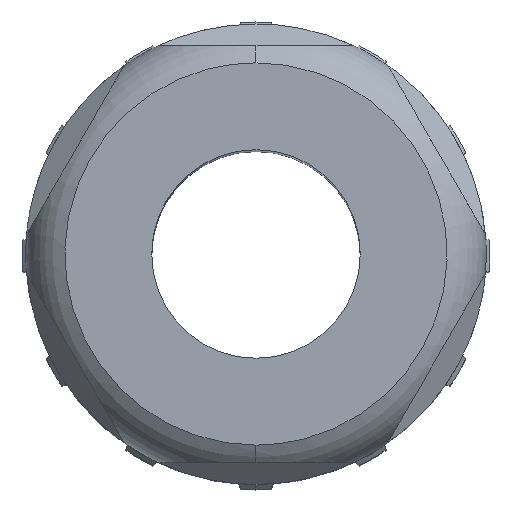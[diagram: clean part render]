
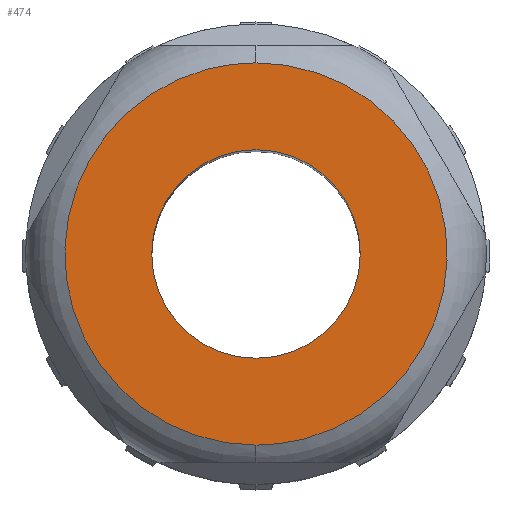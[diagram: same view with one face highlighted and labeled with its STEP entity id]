
A CAD part, top view. The second image highlights one B-rep face of the part: STEP entity #474.
In plain terms, the highlighted planar face has unit normal (0, 0, 1).
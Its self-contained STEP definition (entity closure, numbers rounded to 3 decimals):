
#301=AXIS2_PLACEMENT_3D('Circle Axis2P3D',#299,#300,$) ;
#325=AXIS2_PLACEMENT_3D('Circle Axis2P3D',#323,#324,$) ;
#408=AXIS2_PLACEMENT_3D('Plane Axis2P3D',#405,#406,#407) ;
#296=CARTESIAN_POINT('Vertex',(7.45,13.45,76.75)) ;
#299=CARTESIAN_POINT('Axis2P3D Location',(13.45,13.45,76.75)) ;
#303=CARTESIAN_POINT('Vertex',(19.45,13.45,76.75)) ;
#323=CARTESIAN_POINT('Axis2P3D Location',(13.45,13.45,76.75)) ;
#405=CARTESIAN_POINT('Axis2P3D Location',(22.6,13.45,76.75)) ;
#411=CARTESIAN_POINT('Control Point',(13.45,24.45,76.75)) ;
#412=CARTESIAN_POINT('Control Point',(14.587,24.45,76.75)) ;
#413=CARTESIAN_POINT('Control Point',(15.725,24.303,76.75)) ;
#414=CARTESIAN_POINT('Control Point',(16.837,24.009,76.75)) ;
#415=CARTESIAN_POINT('Control Point',(18.959,23.14,76.75)) ;
#416=CARTESIAN_POINT('Control Point',(20.792,21.76,76.75)) ;
#417=CARTESIAN_POINT('Control Point',(21.613,20.955,76.75)) ;
#418=CARTESIAN_POINT('Control Point',(23.029,19.151,76.75)) ;
#419=CARTESIAN_POINT('Control Point',(23.94,17.046,76.75)) ;
#420=CARTESIAN_POINT('Control Point',(24.256,15.94,76.75)) ;
#421=CARTESIAN_POINT('Control Point',(24.595,13.671,76.75)) ;
#422=CARTESIAN_POINT('Control Point',(24.346,11.391,76.75)) ;
#423=CARTESIAN_POINT('Control Point',(24.074,10.273,76.75)) ;
#424=CARTESIAN_POINT('Control Point',(23.248,8.134,76.75)) ;
#425=CARTESIAN_POINT('Control Point',(21.905,6.275,76.75)) ;
#426=CARTESIAN_POINT('Control Point',(21.116,5.438,76.75)) ;
#427=CARTESIAN_POINT('Control Point',(19.34,3.986,76.75)) ;
#428=CARTESIAN_POINT('Control Point',(17.253,3.034,76.75)) ;
#429=CARTESIAN_POINT('Control Point',(16.154,2.696,76.75)) ;
#430=CARTESIAN_POINT('Control Point',(14.936,2.489,76.75)) ;
#431=CARTESIAN_POINT('Control Point',(13.712,2.453,76.75)) ;
#432=CARTESIAN_POINT('Control Point',(13.625,2.451,76.75)) ;
#433=CARTESIAN_POINT('Control Point',(13.537,2.45,76.75)) ;
#434=CARTESIAN_POINT('Control Point',(13.45,2.45,76.75)) ;
#435=CARTESIAN_POINT('Vertex',(13.45,24.45,76.75)) ;
#437=CARTESIAN_POINT('Vertex',(13.45,2.45,76.75)) ;
#441=CARTESIAN_POINT('Control Point',(13.45,2.45,76.75)) ;
#442=CARTESIAN_POINT('Control Point',(12.313,2.45,76.75)) ;
#443=CARTESIAN_POINT('Control Point',(11.175,2.597,76.75)) ;
#444=CARTESIAN_POINT('Control Point',(10.063,2.891,76.75)) ;
#445=CARTESIAN_POINT('Control Point',(7.941,3.76,76.75)) ;
#446=CARTESIAN_POINT('Control Point',(6.108,5.14,76.75)) ;
#447=CARTESIAN_POINT('Control Point',(5.287,5.945,76.75)) ;
#448=CARTESIAN_POINT('Control Point',(3.871,7.749,76.75)) ;
#449=CARTESIAN_POINT('Control Point',(2.96,9.854,76.75)) ;
#450=CARTESIAN_POINT('Control Point',(2.644,10.96,76.75)) ;
#451=CARTESIAN_POINT('Control Point',(2.305,13.229,76.75)) ;
#452=CARTESIAN_POINT('Control Point',(2.554,15.509,76.75)) ;
#453=CARTESIAN_POINT('Control Point',(2.826,16.627,76.75)) ;
#454=CARTESIAN_POINT('Control Point',(3.652,18.766,76.75)) ;
#455=CARTESIAN_POINT('Control Point',(4.995,20.625,76.75)) ;
#456=CARTESIAN_POINT('Control Point',(5.784,21.462,76.75)) ;
#457=CARTESIAN_POINT('Control Point',(7.56,22.914,76.75)) ;
#458=CARTESIAN_POINT('Control Point',(9.647,23.866,76.75)) ;
#459=CARTESIAN_POINT('Control Point',(10.746,24.204,76.75)) ;
#460=CARTESIAN_POINT('Control Point',(11.964,24.411,76.75)) ;
#461=CARTESIAN_POINT('Control Point',(13.188,24.447,76.75)) ;
#462=CARTESIAN_POINT('Control Point',(13.275,24.449,76.75)) ;
#463=CARTESIAN_POINT('Control Point',(13.363,24.45,76.75)) ;
#464=CARTESIAN_POINT('Control Point',(13.45,24.45,76.75)) ;
#300=DIRECTION('Axis2P3D Direction',(0.,0.,-1.)) ;
#324=DIRECTION('Axis2P3D Direction',(0.,0.,-1.)) ;
#406=DIRECTION('Axis2P3D Direction',(0.,0.,1.)) ;
#407=DIRECTION('Axis2P3D XDirection',(-1.,0.,0.)) ;
#467=ORIENTED_EDGE('',*,*,#439,.F.) ;
#468=ORIENTED_EDGE('',*,*,#465,.F.) ;
#471=ORIENTED_EDGE('',*,*,#305,.T.) ;
#472=ORIENTED_EDGE('',*,*,#327,.T.) ;
#473=FACE_BOUND('',#470,.T.) ;
#474=ADVANCED_FACE('Brep With Voids',(#469,#473),#409,.T.) ;
#410=B_SPLINE_CURVE_WITH_KNOTS('',5,(#411,#412,#413,#414,#415,#416,#417,#418,#419,#420,#421,#422,#423,#424,#425,#426,#427,#428,#429,#430,#431,#432,#433,#434),.UNSPECIFIED.,.F.,.U.,(6,3,3,3,3,3,3,6),(0.,8.064,16.129,24.193,32.257,40.321,48.386,49.005),.UNSPECIFIED.) ;
#440=B_SPLINE_CURVE_WITH_KNOTS('',5,(#441,#442,#443,#444,#445,#446,#447,#448,#449,#450,#451,#452,#453,#454,#455,#456,#457,#458,#459,#460,#461,#462,#463,#464),.UNSPECIFIED.,.F.,.U.,(6,3,3,3,3,3,3,6),(0.,8.064,16.129,24.193,32.257,40.321,48.386,49.005),.UNSPECIFIED.) ;
#302=CIRCLE('generated circle',#301,6.) ;
#326=CIRCLE('generated circle',#325,6.) ;
#305=EDGE_CURVE('',#304,#297,#302,.T.) ;
#327=EDGE_CURVE('',#297,#304,#326,.T.) ;
#439=EDGE_CURVE('',#436,#438,#410,.T.) ;
#465=EDGE_CURVE('',#438,#436,#440,.T.) ;
#466=EDGE_LOOP('',(#467,#468)) ;
#470=EDGE_LOOP('',(#471,#472)) ;
#469=FACE_OUTER_BOUND('',#466,.T.) ;
#409=PLANE('',#408) ;
#297=VERTEX_POINT('',#296) ;
#304=VERTEX_POINT('',#303) ;
#436=VERTEX_POINT('',#435) ;
#438=VERTEX_POINT('',#437) ;
